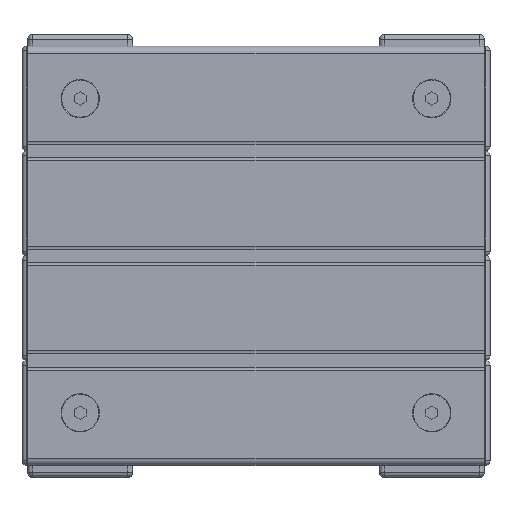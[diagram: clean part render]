
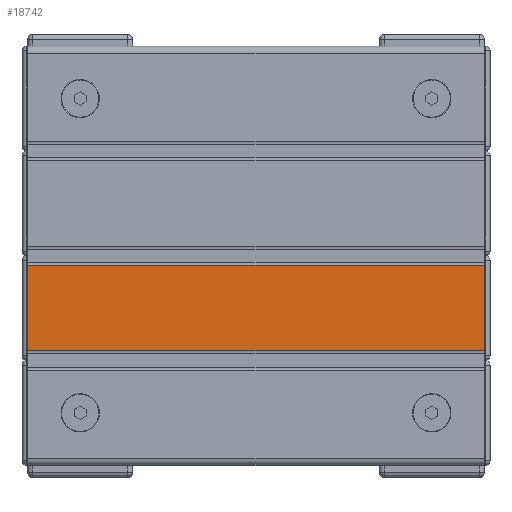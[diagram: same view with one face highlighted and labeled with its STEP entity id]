
A CAD part, top view. The second image highlights one B-rep face of the part: STEP entity #18742.
In plain terms, the highlighted face is planar.
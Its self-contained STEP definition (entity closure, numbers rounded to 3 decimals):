
#1626=LINE($,#34227,#3214);
#1766=LINE($,#34595,#3354);
#1770=LINE($,#34604,#3358);
#1771=LINE($,#34605,#3359);
#3214=VECTOR($,#25225,36.8);
#3354=VECTOR($,#25477,196.);
#3358=VECTOR($,#25487,36.8);
#3359=VECTOR($,#25488,196.);
#4283=PLANE($,#20685);
#5832=FACE_OUTER_BOUND($,#7074,.T.);
#7074=EDGE_LOOP($,(#16468,#16469,#16470,#16471));
#9466=VERTEX_POINT($,#34224);
#9467=VERTEX_POINT($,#34226);
#9639=VERTEX_POINT($,#34593);
#9641=VERTEX_POINT($,#34603);
#11814=EDGE_CURVE($,#9466,#9467,#1626,.T.);
#12002=EDGE_CURVE($,#9466,#9639,#1766,.T.);
#12006=EDGE_CURVE($,#9639,#9641,#1770,.T.);
#12007=EDGE_CURVE($,#9641,#9467,#1771,.T.);
#16468=ORIENTED_EDGE($,*,*,#12002,.T.);
#16469=ORIENTED_EDGE($,*,*,#12006,.T.);
#16470=ORIENTED_EDGE($,*,*,#12007,.T.);
#16471=ORIENTED_EDGE($,*,*,#11814,.F.);
#18742=ADVANCED_FACE($,(#5832),#4283,.T.);
#20685=AXIS2_PLACEMENT_3D($,#34602,#25485,#25486);
#25225=DIRECTION($,(1.,0.,0.));
#25477=DIRECTION($,(0.,0.,1.));
#25485=DIRECTION('center_axis',(0.,1.,0.));
#25486=DIRECTION('ref_axis',(0.,0.,1.));
#25487=DIRECTION($,(1.,0.,0.));
#25488=DIRECTION($,(0.,0.,-1.));
#34224=CARTESIAN_POINT('',(-40.9,9.5,0.));
#34226=CARTESIAN_POINT('',(-4.1,9.5,0.));
#34227=CARTESIAN_POINT($,(24.55,9.5,0.));
#34593=CARTESIAN_POINT('',(-40.9,9.5,196.));
#34595=CARTESIAN_POINT($,(-40.9,9.5,0.));
#34602=CARTESIAN_POINT('Origin',(49.1,9.5,0.));
#34603=CARTESIAN_POINT('',(-4.1,9.5,196.));
#34604=CARTESIAN_POINT($,(24.55,9.5,196.));
#34605=CARTESIAN_POINT($,(-4.1,9.5,0.));
